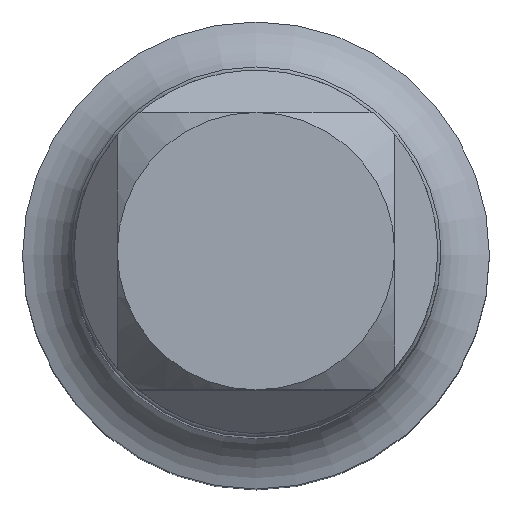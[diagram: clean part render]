
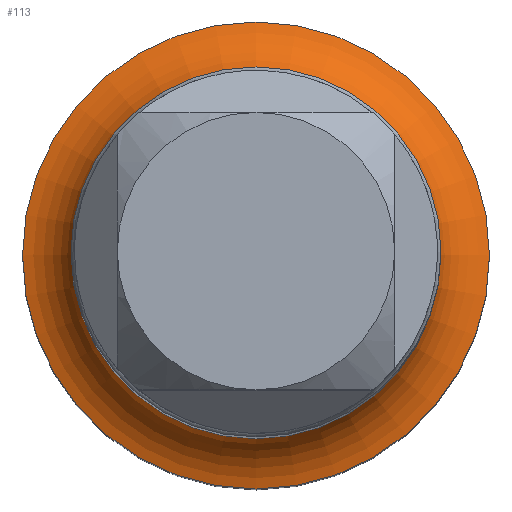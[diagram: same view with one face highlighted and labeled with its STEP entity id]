
A CAD part, top view. The second image highlights one B-rep face of the part: STEP entity #113.
In plain terms, the highlighted toroidal (fillet/blend) face has major radius 10.75 mm and minor radius 3 mm.
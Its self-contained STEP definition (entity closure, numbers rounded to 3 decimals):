
#54=TOROIDAL_SURFACE('',#453,10.75,3.);
#57=FACE_BOUND('',#166,.T.);
#58=FACE_BOUND('',#167,.T.);
#89=CIRCLE('',#450,10.099);
#90=CIRCLE('',#452,7.75);
#113=ADVANCED_FACE('NONE',(#57,#58),#54,.F.);
#166=EDGE_LOOP('',(#239));
#167=EDGE_LOOP('',(#240));
#239=ORIENTED_EDGE('',*,*,#337,.T.);
#240=ORIENTED_EDGE('',*,*,#336,.F.);
#294=VERTEX_POINT('',#691);
#295=VERTEX_POINT('',#694);
#336=EDGE_CURVE('NONE',#294,#294,#89,.T.);
#337=EDGE_CURVE('NONE',#295,#295,#90,.T.);
#450=AXIS2_PLACEMENT_3D('',#690,#542,#543);
#452=AXIS2_PLACEMENT_3D('',#693,#546,#547);
#453=AXIS2_PLACEMENT_3D('',#695,#548,#549);
#542=DIRECTION('',(0.,0.,-1.));
#543=DIRECTION('',(0.,1.,0.));
#546=DIRECTION('',(0.,0.,-1.));
#547=DIRECTION('',(-1.,0.,0.));
#548=DIRECTION('',(0.,0.,-1.));
#549=DIRECTION('',(-1.,0.,0.));
#690=CARTESIAN_POINT('',(0.,0.,-108.));
#691=CARTESIAN_POINT('',(0.,10.099,-108.));
#693=CARTESIAN_POINT('',(0.,0.,-105.071));
#694=CARTESIAN_POINT('',(-7.75,0.,-105.071));
#695=CARTESIAN_POINT('',(0.,0.,-105.071));
